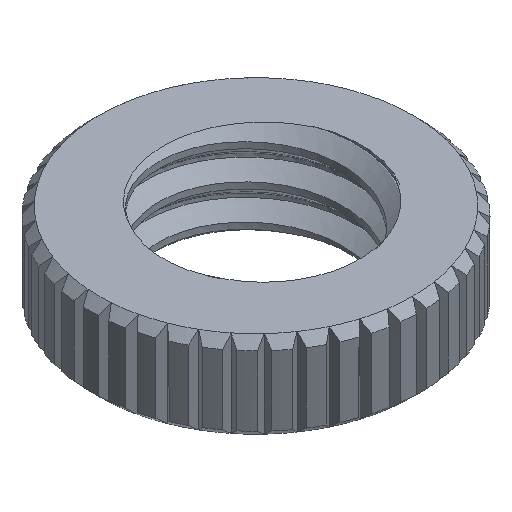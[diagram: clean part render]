
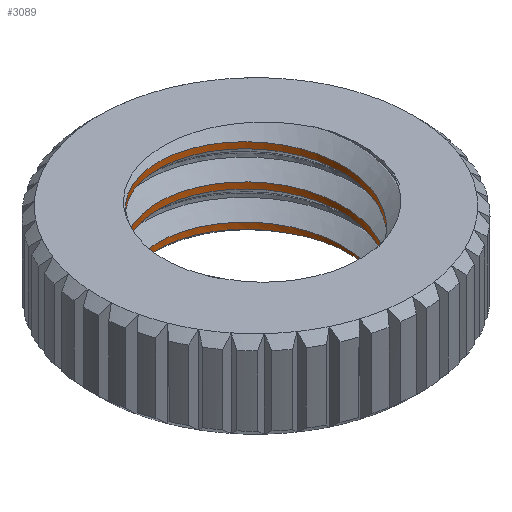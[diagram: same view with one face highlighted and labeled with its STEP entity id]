
A CAD part, isometric view. The second image highlights one B-rep face of the part: STEP entity #3089.
In plain terms, the highlighted cylindrical face has radius 10.6 mm (diameter 21.2 mm), a partial arc.
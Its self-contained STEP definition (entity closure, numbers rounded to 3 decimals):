
#271=B_SPLINE_CURVE_WITH_KNOTS('',3,(#5883,#5884,#5885,#5886,#5887,#5888,
#5889,#5890,#5891,#5892,#5893,#5894,#5895,#5896,#5897,#5898,#5899,#5900,
#5901,#5902,#5903,#5904,#5905,#5906,#5907,#5908,#5909,#5910,#5911,#5912,
#5913,#5914,#5915,#5916,#5917,#5918),.UNSPECIFIED.,.F.,.F.,(4,1,1,1,1,1,
1,1,1,1,1,1,1,1,1,1,1,1,1,1,1,1,1,1,1,1,1,1,1,1,1,1,1,4),(0.106,
0.111,0.116,0.122,0.127,0.132,
0.137,0.143,0.148,0.153,
0.158,0.164,0.169,0.174,
0.18,0.185,0.19,0.195,
0.201,0.206,0.211,0.216,
0.222,0.227,0.232,0.237,0.243,
0.248,0.253,0.258,0.264,
0.269,0.272,0.274),.UNSPECIFIED.);
#272=B_SPLINE_CURVE_WITH_KNOTS('',3,(#5919,#5920,#5921,#5922,#5923,#5924,
#5925,#5926,#5927,#5928,#5929,#5930,#5931,#5932,#5933,#5934,#5935,#5936,
#5937,#5938,#5939,#5940,#5941,#5942,#5943,#5944,#5945,#5946,#5947,#5948,
#5949,#5950,#5951,#5952,#5953,#5954,#5955),.UNSPECIFIED.,.F.,.F.,(4,1,1,
1,1,1,1,1,1,1,1,1,1,1,1,1,1,1,1,1,1,1,1,1,1,1,1,1,1,1,1,1,1,1,4),(0.773,
0.778,0.783,0.789,0.794,
0.799,0.804,0.81,0.815,
0.82,0.825,0.831,0.836,
0.841,0.846,0.849,0.852,
0.854,0.857,0.862,0.867,
0.873,0.878,0.883,0.888,
0.894,0.899,0.904,0.909,
0.915,0.92,0.925,0.93,
0.936,0.941),.UNSPECIFIED.);
#1206=ORIENTED_EDGE('',*,*,#1996,.F.);
#1207=ORIENTED_EDGE('',*,*,#1988,.F.);
#1208=ORIENTED_EDGE('',*,*,#1997,.F.);
#1209=ORIENTED_EDGE('',*,*,#1981,.T.);
#1981=EDGE_CURVE('',#2295,#2296,#2474,.T.);
#1988=EDGE_CURVE('',#2300,#2302,#2477,.T.);
#1996=EDGE_CURVE('',#2302,#2296,#271,.T.);
#1997=EDGE_CURVE('',#2295,#2300,#272,.T.);
#2295=VERTEX_POINT('',#5756);
#2296=VERTEX_POINT('',#5757);
#2300=VERTEX_POINT('',#5821);
#2302=VERTEX_POINT('',#5824);
#2474=CIRCLE('',#3482,10.6);
#2477=CIRCLE('',#3486,10.6);
#2609=EDGE_LOOP('',(#1206,#1207,#1208,#1209));
#2828=FACE_BOUND('',#2609,.T.);
#2961=CYLINDRICAL_SURFACE('',#3491,10.6);
#3089=ADVANCED_FACE('',(#2828),#2961,.F.);
#3482=AXIS2_PLACEMENT_3D('',#5755,#4241,#4242);
#3486=AXIS2_PLACEMENT_3D('',#5823,#4249,#4250);
#3491=AXIS2_PLACEMENT_3D('',#5882,#4261,#4262);
#4241=DIRECTION('',(0.,0.,-1.));
#4242=DIRECTION('',(0.,1.,0.));
#4249=DIRECTION('',(0.,0.,-1.));
#4250=DIRECTION('',(0.,1.,0.));
#4261=DIRECTION('',(0.,0.,1.));
#4262=DIRECTION('',(0.,-1.,0.));
#5755=CARTESIAN_POINT('',(325.,190.,-225.));
#5756=CARTESIAN_POINT('',(333.992,195.613,-225.));
#5757=CARTESIAN_POINT('',(334.021,184.434,-225.));
#5821=CARTESIAN_POINT('',(315.973,184.443,-215.));
#5823=CARTESIAN_POINT('',(325.,190.,-215.));
#5824=CARTESIAN_POINT('',(315.96,195.535,-215.));
#5882=CARTESIAN_POINT('',(325.,190.,-225.));
#5883=CARTESIAN_POINT('',(315.96,195.535,-215.));
#5884=CARTESIAN_POINT('',(316.862,197.009,-215.107));
#5885=CARTESIAN_POINT('',(319.408,199.515,-215.309));
#5886=CARTESIAN_POINT('',(324.569,201.025,-215.623));
#5887=CARTESIAN_POINT('',(329.804,199.934,-215.937));
#5888=CARTESIAN_POINT('',(333.929,196.483,-216.254));
#5889=CARTESIAN_POINT('',(335.928,191.521,-216.562));
#5890=CARTESIAN_POINT('',(335.353,186.179,-216.874));
#5891=CARTESIAN_POINT('',(332.331,181.755,-217.185));
#5892=CARTESIAN_POINT('',(327.579,179.27,-217.5));
#5893=CARTESIAN_POINT('',(322.212,179.325,-217.817));
#5894=CARTESIAN_POINT('',(317.514,181.892,-218.124));
#5895=CARTESIAN_POINT('',(314.572,186.392,-218.437));
#5896=CARTESIAN_POINT('',(314.1,191.719,-218.747));
#5897=CARTESIAN_POINT('',(316.208,196.669,-219.063));
#5898=CARTESIAN_POINT('',(320.376,200.018,-219.379));
#5899=CARTESIAN_POINT('',(325.658,201.017,-219.688));
#5900=CARTESIAN_POINT('',(330.784,199.4,-220.));
#5901=CARTESIAN_POINT('',(334.535,195.553,-220.312));
#5902=CARTESIAN_POINT('',(336.026,190.415,-220.626));
#5903=CARTESIAN_POINT('',(334.916,185.157,-220.943));
#5904=CARTESIAN_POINT('',(331.466,181.06,-221.251));
#5905=CARTESIAN_POINT('',(326.487,179.065,-221.563));
#5906=CARTESIAN_POINT('',(321.153,179.659,-221.874));
#5907=CARTESIAN_POINT('',(316.737,182.686,-222.189));
#5908=CARTESIAN_POINT('',(314.263,187.458,-222.506));
#5909=CARTESIAN_POINT('',(314.328,192.806,-222.813));
#5910=CARTESIAN_POINT('',(316.923,197.518,-223.126));
#5911=CARTESIAN_POINT('',(321.406,200.433,-223.436));
#5912=CARTESIAN_POINT('',(326.765,200.893,-223.753));
#5913=CARTESIAN_POINT('',(331.681,198.782,-224.068));
#5914=CARTESIAN_POINT('',(335.037,194.585,-224.378));
#5915=CARTESIAN_POINT('',(335.85,190.202,-224.632));
#5916=CARTESIAN_POINT('',(335.201,186.752,-224.852));
#5917=CARTESIAN_POINT('',(334.48,185.178,-224.948));
#5918=CARTESIAN_POINT('',(334.021,184.434,-225.));
#5919=CARTESIAN_POINT('',(333.992,195.613,-225.));
#5920=CARTESIAN_POINT('',(333.069,197.091,-224.897));
#5921=CARTESIAN_POINT('',(330.507,199.559,-224.683));
#5922=CARTESIAN_POINT('',(325.342,201.031,-224.371));
#5923=CARTESIAN_POINT('',(320.101,199.886,-224.06));
#5924=CARTESIAN_POINT('',(316.021,196.416,-223.75));
#5925=CARTESIAN_POINT('',(314.057,191.413,-223.438));
#5926=CARTESIAN_POINT('',(314.677,186.1,-223.121));
#5927=CARTESIAN_POINT('',(317.748,181.683,-222.807));
#5928=CARTESIAN_POINT('',(322.51,179.25,-222.498));
#5929=CARTESIAN_POINT('',(327.888,179.35,-222.186));
#5930=CARTESIAN_POINT('',(332.557,181.961,-221.876));
#5931=CARTESIAN_POINT('',(335.46,186.483,-221.558));
#5932=CARTESIAN_POINT('',(335.882,191.823,-221.246));
#5933=CARTESIAN_POINT('',(333.736,196.74,-220.933));
#5934=CARTESIAN_POINT('',(330.231,199.508,-220.68));
#5935=CARTESIAN_POINT('',(326.879,200.539,-220.461));
#5936=CARTESIAN_POINT('',(324.288,200.684,-220.315));
#5937=CARTESIAN_POINT('',(321.687,200.182,-220.152));
#5938=CARTESIAN_POINT('',(318.535,198.711,-219.945));
#5939=CARTESIAN_POINT('',(315.431,195.495,-219.682));
#5940=CARTESIAN_POINT('',(313.972,190.347,-219.373));
#5941=CARTESIAN_POINT('',(315.114,185.103,-219.062));
#5942=CARTESIAN_POINT('',(318.574,181.031,-218.752));
#5943=CARTESIAN_POINT('',(323.571,179.06,-218.434));
#5944=CARTESIAN_POINT('',(328.877,179.67,-218.122));
#5945=CARTESIAN_POINT('',(333.297,182.726,-217.811));
#5946=CARTESIAN_POINT('',(335.741,187.477,-217.502));
#5947=CARTESIAN_POINT('',(335.661,192.845,-217.19));
#5948=CARTESIAN_POINT('',(333.068,197.524,-216.873));
#5949=CARTESIAN_POINT('',(328.574,200.44,-216.561));
#5950=CARTESIAN_POINT('',(323.231,200.89,-216.251));
#5951=CARTESIAN_POINT('',(318.317,198.781,-215.941));
#5952=CARTESIAN_POINT('',(314.965,194.585,-215.629));
#5953=CARTESIAN_POINT('',(313.987,189.335,-215.312));
#5954=CARTESIAN_POINT('',(315.066,185.917,-215.105));
#5955=CARTESIAN_POINT('',(315.973,184.443,-215.));
